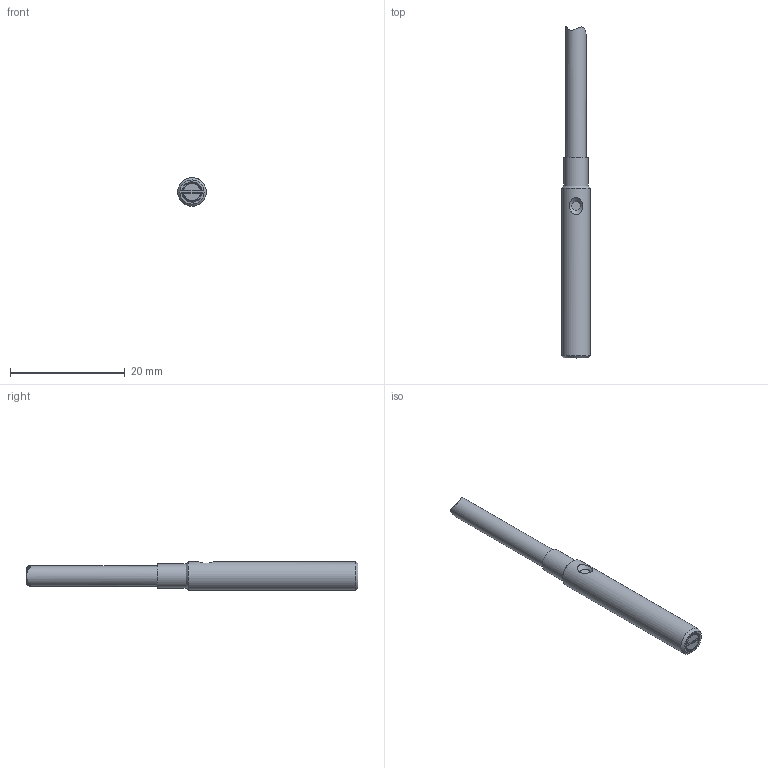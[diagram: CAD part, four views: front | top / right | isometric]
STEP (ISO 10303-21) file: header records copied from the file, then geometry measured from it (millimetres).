
FILE_DESCRIPTION (( 'STEP AP214' ), '1' );
FILE_NAME ('C5R-AN-1A.STEP', '2018-04-18T14:46:19', ( '' ), ( '' ), 'SwSTEP 2.0', 'SolidWorks 2017', '' );
FILE_SCHEMA (( 'AUTOMOTIVE_DESIGN' ));
Length unit declared in the file: inch
Products named in the file (1): C5R-AN-1A
Bounding box: 5 x 57.92 x 5 mm (x, y, z)
Volume: 917.6 mm3; surface area: 892.5 mm2
Topology: 2 solids, 2 shells, 18 faces, 40 edges, 33 vertices
Faces by surface type: plane 11, cylinder 3, cone 3, bspline 1
Full cylindrical faces by diameter (mm): 3.5 x1, 4.2 x1, 5 x1
Entity records: 954 total; most frequent: CARTESIAN_POINT 551, DIRECTION 61, ORIENTED_EDGE 60, EDGE_LOOP 31, EDGE_CURVE 30, VERTEX_POINT 29, AXIS2_PLACEMENT_3D 25, FACE_OUTER_BOUND 21
